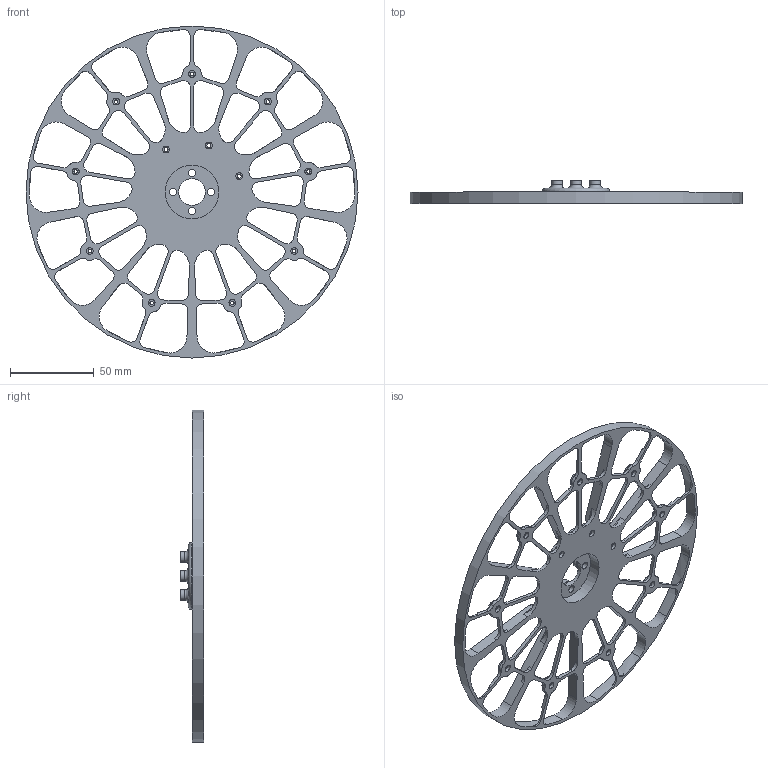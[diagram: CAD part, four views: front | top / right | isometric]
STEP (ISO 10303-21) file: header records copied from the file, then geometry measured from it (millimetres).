
FILE_DESCRIPTION(/* description */ (''),/* implementation_level */ '2;1');
FILE_NAME(/* name */ 'StatorBody.stp',/* time_stamp */ '2022-08-16T03:14:36-04:00',/* author */ ('ABL'),/* organization */ (''),/* preprocessor_version */ 'ST-DEVELOPER v18.1',/* originating_system */ 'Autodesk Inventor 2022',/* authorisation */ '');
FILE_SCHEMA (('AUTOMOTIVE_DESIGN { 1 0 10303 214 3 1 1 }'));
Length unit declared in the file: millimetre
Products named in the file (1): StatorBody
Bounding box: 198.32 x 14 x 198.32 mm (x, y, z)
Volume: 47193.6 mm3; surface area: 43238.8 mm2
Topology: 1 solids, 1 shells, 519 faces, 1645 edges, 1217 vertices
Faces by surface type: cylinder 296, plane 167, torus 49, bspline 5, sphere 2
Full cylindrical faces by diameter (mm): 2.1 x9, 2.4 x3, 4.08 x12, 4.4 x4, 5 x3, 6.4 x4, 8.08 x9, 16.1 x1, 32.1 x1, 40 x1, 198.322 x1
Entity records: 19344 total; most frequent: CARTESIAN_POINT 4259, DIRECTION 3236, ORIENTED_EDGE 3162, EDGE_CURVE 1581, AXIS2_PLACEMENT_3D 1235, VERTEX_POINT 1057, LINE 766, VECTOR 766
